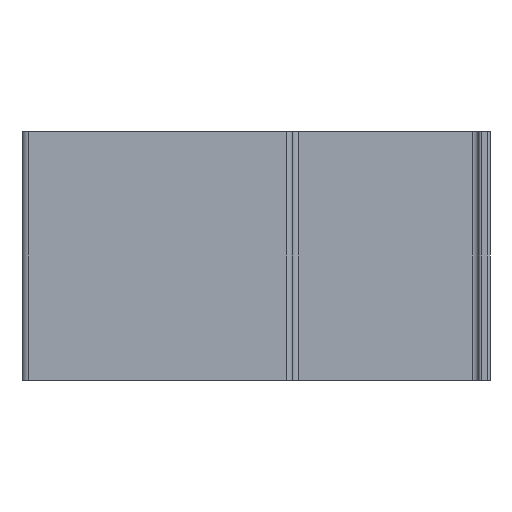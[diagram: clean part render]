
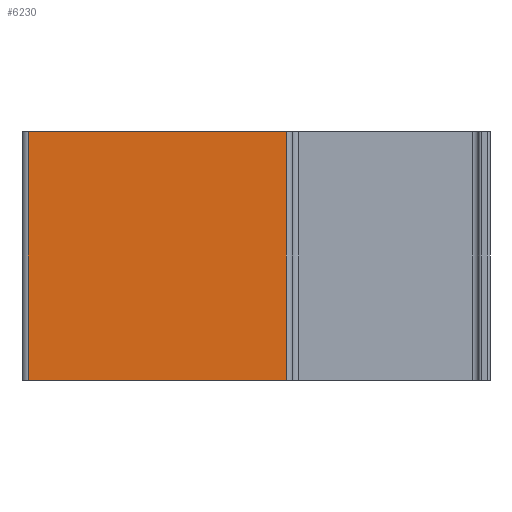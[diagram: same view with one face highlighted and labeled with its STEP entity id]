
A CAD part, front view. The second image highlights one B-rep face of the part: STEP entity #6230.
In plain terms, the highlighted planar face has unit normal (0, -1, 0).
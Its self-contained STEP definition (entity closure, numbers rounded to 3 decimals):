
#2715 = PLANE('',#2716);
#2716 = AXIS2_PLACEMENT_3D('',#2717,#2718,#2719);
#2717 = CARTESIAN_POINT('',(-9.37,-46.05,-20.));
#2718 = DIRECTION('',(0.,0.,1.));
#2719 = DIRECTION('',(1.,0.,0.));
#2771 = PLANE('',#2772);
#2772 = AXIS2_PLACEMENT_3D('',#2773,#2774,#2775);
#2773 = CARTESIAN_POINT('',(-9.37,-46.05,20.));
#2774 = DIRECTION('',(0.,0.,1.));
#2775 = DIRECTION('',(1.,0.,0.));
#4108 = VERTEX_POINT('',#4109);
#4109 = CARTESIAN_POINT('',(-42.6,-94.8,-20.));
#4128 = CYLINDRICAL_SURFACE('',#4129,1.);
#4129 = AXIS2_PLACEMENT_3D('',#4130,#4131,#4132);
#4130 = CARTESIAN_POINT('',(-42.6,-93.8,-20.));
#4131 = DIRECTION('',(0.,0.,1.));
#4132 = DIRECTION('',(0.,-1.,0.));
#4140 = EDGE_CURVE('',#4108,#4141,#4143,.T.);
#4141 = VERTEX_POINT('',#4142);
#4142 = CARTESIAN_POINT('',(-1.,-94.8,-20.));
#4143 = SURFACE_CURVE('',#4144,(#4148,#4155),.PCURVE_S1.);
#4144 = LINE('',#4145,#4146);
#4145 = CARTESIAN_POINT('',(-43.6,-94.8,-20.));
#4146 = VECTOR('',#4147,1.);
#4147 = DIRECTION('',(1.,0.,0.));
#4148 = PCURVE('',#2715,#4149);
#4149 = DEFINITIONAL_REPRESENTATION('',(#4150),#4154);
#4150 = LINE('',#4151,#4152);
#4151 = CARTESIAN_POINT('',(-34.23,-48.75));
#4152 = VECTOR('',#4153,1.);
#4153 = DIRECTION('',(1.,0.));
#4154 = ( GEOMETRIC_REPRESENTATION_CONTEXT(2) 
PARAMETRIC_REPRESENTATION_CONTEXT() REPRESENTATION_CONTEXT('2D SPACE',''
  ) );
#4155 = PCURVE('',#4156,#4161);
#4156 = PLANE('',#4157);
#4157 = AXIS2_PLACEMENT_3D('',#4158,#4159,#4160);
#4158 = CARTESIAN_POINT('',(-43.6,-94.8,-20.));
#4159 = DIRECTION('',(0.,1.,0.));
#4160 = DIRECTION('',(1.,0.,0.));
#4161 = DEFINITIONAL_REPRESENTATION('',(#4162),#4166);
#4162 = LINE('',#4163,#4164);
#4163 = CARTESIAN_POINT('',(0.,0.));
#4164 = VECTOR('',#4165,1.);
#4165 = DIRECTION('',(1.,0.));
#4166 = ( GEOMETRIC_REPRESENTATION_CONTEXT(2) 
PARAMETRIC_REPRESENTATION_CONTEXT() REPRESENTATION_CONTEXT('2D SPACE',''
  ) );
#4189 = CYLINDRICAL_SURFACE('',#4190,1.);
#4190 = AXIS2_PLACEMENT_3D('',#4191,#4192,#4193);
#4191 = CARTESIAN_POINT('',(-1.,-93.8,-20.));
#4192 = DIRECTION('',(0.,0.,1.));
#4193 = DIRECTION('',(1.,0.,0.));
#4943 = VERTEX_POINT('',#4944);
#4944 = CARTESIAN_POINT('',(-42.6,-94.8,20.));
#4970 = EDGE_CURVE('',#4943,#4971,#4973,.T.);
#4971 = VERTEX_POINT('',#4972);
#4972 = CARTESIAN_POINT('',(-1.,-94.8,20.));
#4973 = SURFACE_CURVE('',#4974,(#4978,#4985),.PCURVE_S1.);
#4974 = LINE('',#4975,#4976);
#4975 = CARTESIAN_POINT('',(-43.6,-94.8,20.));
#4976 = VECTOR('',#4977,1.);
#4977 = DIRECTION('',(1.,0.,0.));
#4978 = PCURVE('',#2771,#4979);
#4979 = DEFINITIONAL_REPRESENTATION('',(#4980),#4984);
#4980 = LINE('',#4981,#4982);
#4981 = CARTESIAN_POINT('',(-34.23,-48.75));
#4982 = VECTOR('',#4983,1.);
#4983 = DIRECTION('',(1.,0.));
#4984 = ( GEOMETRIC_REPRESENTATION_CONTEXT(2) 
PARAMETRIC_REPRESENTATION_CONTEXT() REPRESENTATION_CONTEXT('2D SPACE',''
  ) );
#4985 = PCURVE('',#4156,#4986);
#4986 = DEFINITIONAL_REPRESENTATION('',(#4987),#4991);
#4987 = LINE('',#4988,#4989);
#4988 = CARTESIAN_POINT('',(0.,-40.));
#4989 = VECTOR('',#4990,1.);
#4990 = DIRECTION('',(1.,0.));
#4991 = ( GEOMETRIC_REPRESENTATION_CONTEXT(2) 
PARAMETRIC_REPRESENTATION_CONTEXT() REPRESENTATION_CONTEXT('2D SPACE',''
  ) );
#6181 = EDGE_CURVE('',#4141,#4971,#6182,.T.);
#6182 = SURFACE_CURVE('',#6183,(#6187,#6194),.PCURVE_S1.);
#6183 = LINE('',#6184,#6185);
#6184 = CARTESIAN_POINT('',(-1.,-94.8,-20.));
#6185 = VECTOR('',#6186,1.);
#6186 = DIRECTION('',(0.,0.,1.));
#6187 = PCURVE('',#4189,#6188);
#6188 = DEFINITIONAL_REPRESENTATION('',(#6189),#6193);
#6189 = LINE('',#6190,#6191);
#6190 = CARTESIAN_POINT('',(-1.571,0.));
#6191 = VECTOR('',#6192,1.);
#6192 = DIRECTION('',(-0.,1.));
#6193 = ( GEOMETRIC_REPRESENTATION_CONTEXT(2) 
PARAMETRIC_REPRESENTATION_CONTEXT() REPRESENTATION_CONTEXT('2D SPACE',''
  ) );
#6194 = PCURVE('',#4156,#6195);
#6195 = DEFINITIONAL_REPRESENTATION('',(#6196),#6200);
#6196 = LINE('',#6197,#6198);
#6197 = CARTESIAN_POINT('',(42.6,0.));
#6198 = VECTOR('',#6199,1.);
#6199 = DIRECTION('',(0.,-1.));
#6200 = ( GEOMETRIC_REPRESENTATION_CONTEXT(2) 
PARAMETRIC_REPRESENTATION_CONTEXT() REPRESENTATION_CONTEXT('2D SPACE',''
  ) );
#6230 = ADVANCED_FACE('',(#6231),#4156,.F.);
#6231 = FACE_BOUND('',#6232,.F.);
#6232 = EDGE_LOOP('',(#6233,#6234,#6255,#6256));
#6233 = ORIENTED_EDGE('',*,*,#4140,.F.);
#6234 = ORIENTED_EDGE('',*,*,#6235,.T.);
#6235 = EDGE_CURVE('',#4108,#4943,#6236,.T.);
#6236 = SURFACE_CURVE('',#6237,(#6241,#6248),.PCURVE_S1.);
#6237 = LINE('',#6238,#6239);
#6238 = CARTESIAN_POINT('',(-42.6,-94.8,-20.));
#6239 = VECTOR('',#6240,1.);
#6240 = DIRECTION('',(0.,0.,1.));
#6241 = PCURVE('',#4156,#6242);
#6242 = DEFINITIONAL_REPRESENTATION('',(#6243),#6247);
#6243 = LINE('',#6244,#6245);
#6244 = CARTESIAN_POINT('',(1.,0.));
#6245 = VECTOR('',#6246,1.);
#6246 = DIRECTION('',(0.,-1.));
#6247 = ( GEOMETRIC_REPRESENTATION_CONTEXT(2) 
PARAMETRIC_REPRESENTATION_CONTEXT() REPRESENTATION_CONTEXT('2D SPACE',''
  ) );
#6248 = PCURVE('',#4128,#6249);
#6249 = DEFINITIONAL_REPRESENTATION('',(#6250),#6254);
#6250 = LINE('',#6251,#6252);
#6251 = CARTESIAN_POINT('',(-0.,0.));
#6252 = VECTOR('',#6253,1.);
#6253 = DIRECTION('',(-0.,1.));
#6254 = ( GEOMETRIC_REPRESENTATION_CONTEXT(2) 
PARAMETRIC_REPRESENTATION_CONTEXT() REPRESENTATION_CONTEXT('2D SPACE',''
  ) );
#6255 = ORIENTED_EDGE('',*,*,#4970,.T.);
#6256 = ORIENTED_EDGE('',*,*,#6181,.F.);
